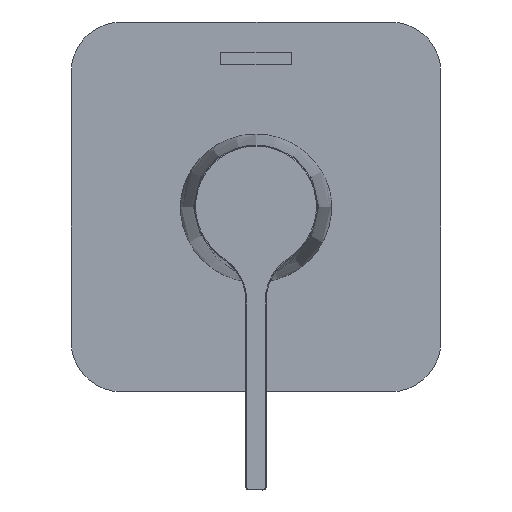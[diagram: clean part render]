
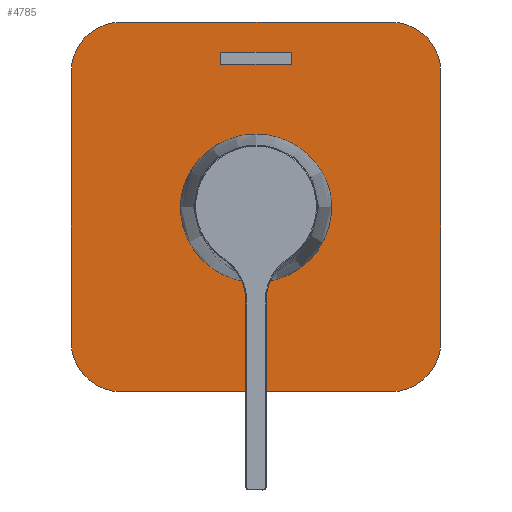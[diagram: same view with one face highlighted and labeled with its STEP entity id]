
A CAD part, top view. The second image highlights one B-rep face of the part: STEP entity #4785.
In plain terms, the highlighted planar face has unit normal (0, 0, 1).
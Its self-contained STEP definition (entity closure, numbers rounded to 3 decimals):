
#580 = VERTEX_POINT ( 'NONE', #13927 ) ;
#929 = ORIENTED_EDGE ( 'NONE', *, *, #25704, .T. ) ;
#1118 = DIRECTION ( 'NONE',  ( 0., -1., 0. ) ) ;
#1413 = CARTESIAN_POINT ( 'NONE',  ( -55., 25., 43.44 ) ) ;
#1489 = VERTEX_POINT ( 'NONE', #16683 ) ;
#1548 = ORIENTED_EDGE ( 'NONE', *, *, #38466, .T. ) ;
#1851 = DIRECTION ( 'NONE',  ( 0., 1., 0. ) ) ;
#2070 = VECTOR ( 'NONE', #6571, 1000. ) ;
#2306 = EDGE_CURVE ( 'NONE', #6404, #12987, #13652, .T. ) ;
#2649 = VERTEX_POINT ( 'NONE', #17592 ) ;
#2748 = DIRECTION ( 'NONE',  ( 0., 1., 0. ) ) ;
#2927 = LINE ( 'NONE', #30660, #2070 ) ;
#2933 = DIRECTION ( 'NONE',  ( -1., 0., 0. ) ) ;
#3768 = EDGE_LOOP ( 'NONE', ( #11371, #1548, #12883, #6396, #18423, #39058, #24902, #33237 ) ) ;
#4048 = DIRECTION ( 'NONE',  ( 0., 0., -1. ) ) ;
#4277 = DIRECTION ( 'NONE',  ( -1., 0., 0. ) ) ;
#4683 = EDGE_LOOP ( 'NONE', ( #929 ) ) ;
#4785 = ADVANCED_FACE ( 'NONE', ( #34306, #37297, #6341 ), #30001, .F. ) ;
#5050 = CARTESIAN_POINT ( 'NONE',  ( 10.5, 12.4, 43.44 ) ) ;
#5680 = EDGE_CURVE ( 'NONE', #12987, #28037, #22891, .T. ) ;
#6341 = FACE_BOUND ( 'NONE', #38137, .T. ) ;
#6396 = ORIENTED_EDGE ( 'NONE', *, *, #42933, .T. ) ;
#6404 = VERTEX_POINT ( 'NONE', #37196 ) ;
#6571 = DIRECTION ( 'NONE',  ( -1., 0., 0. ) ) ;
#6857 = DIRECTION ( 'NONE',  ( 0., -1., 0. ) ) ;
#7145 = CIRCLE ( 'NONE', #17273, 15. ) ;
#7300 = LINE ( 'NONE', #17276, #35387 ) ;
#7510 = LINE ( 'NONE', #24747, #29095 ) ;
#7777 = ORIENTED_EDGE ( 'NONE', *, *, #2306, .F. ) ;
#8033 = LINE ( 'NONE', #1413, #39265 ) ;
#9276 = CARTESIAN_POINT ( 'NONE',  ( 40., -70., 43.44 ) ) ;
#9300 = DIRECTION ( 'NONE',  ( 0., 0., 1. ) ) ;
#9925 = CARTESIAN_POINT ( 'NONE',  ( 55., -85., 43.44 ) ) ;
#10243 = VECTOR ( 'NONE', #35160, 1000. ) ;
#10654 = CARTESIAN_POINT ( 'NONE',  ( -40., 10., 43.44 ) ) ;
#11371 = ORIENTED_EDGE ( 'NONE', *, *, #36048, .F. ) ;
#11605 = VERTEX_POINT ( 'NONE', #42742 ) ;
#11808 = DIRECTION ( 'NONE',  ( 0., 0., 1. ) ) ;
#12422 = VERTEX_POINT ( 'NONE', #23745 ) ;
#12532 = VERTEX_POINT ( 'NONE', #12845 ) ;
#12845 = CARTESIAN_POINT ( 'NONE',  ( -40., 25., 43.44 ) ) ;
#12883 = ORIENTED_EDGE ( 'NONE', *, *, #22505, .F. ) ;
#12987 = VERTEX_POINT ( 'NONE', #35371 ) ;
#13652 = LINE ( 'NONE', #38479, #13803 ) ;
#13761 = DIRECTION ( 'NONE',  ( -1., 0., 0. ) ) ;
#13780 = VECTOR ( 'NONE', #1851, 1000. ) ;
#13803 = VECTOR ( 'NONE', #6857, 1000. ) ;
#13927 = CARTESIAN_POINT ( 'NONE',  ( 55., 10., 43.44 ) ) ;
#14289 = VERTEX_POINT ( 'NONE', #42594 ) ;
#14301 = DIRECTION ( 'NONE',  ( 0., 0., 1. ) ) ;
#15139 = AXIS2_PLACEMENT_3D ( 'NONE', #43890, #33646, #2933 ) ;
#15245 = DIRECTION ( 'NONE',  ( -1., 0., 0. ) ) ;
#16210 = CIRCLE ( 'NONE', #32189, 15. ) ;
#16683 = CARTESIAN_POINT ( 'NONE',  ( -55., -70., 43.44 ) ) ;
#16717 = CIRCLE ( 'NONE', #42179, 15. ) ;
#17014 = DIRECTION ( 'NONE',  ( -1., 0., 0. ) ) ;
#17273 = AXIS2_PLACEMENT_3D ( 'NONE', #9276, #37034, #44075 ) ;
#17276 = CARTESIAN_POINT ( 'NONE',  ( -55., -85., 43.44 ) ) ;
#17582 = EDGE_CURVE ( 'NONE', #580, #12422, #16210, .T. ) ;
#17592 = CARTESIAN_POINT ( 'NONE',  ( 40., -85., 43.44 ) ) ;
#18094 = ORIENTED_EDGE ( 'NONE', *, *, #5680, .F. ) ;
#18367 = ORIENTED_EDGE ( 'NONE', *, *, #36010, .F. ) ;
#18383 = CARTESIAN_POINT ( 'NONE',  ( -40., -85., 43.44 ) ) ;
#18416 = VERTEX_POINT ( 'NONE', #18383 ) ;
#18423 = ORIENTED_EDGE ( 'NONE', *, *, #33039, .F. ) ;
#18435 = VERTEX_POINT ( 'NONE', #22280 ) ;
#18747 = CIRCLE ( 'NONE', #36209, 15. ) ;
#18976 = ORIENTED_EDGE ( 'NONE', *, *, #43222, .F. ) ;
#21264 = CARTESIAN_POINT ( 'NONE',  ( 0., 12.4, 43.44 ) ) ;
#22055 = CARTESIAN_POINT ( 'NONE',  ( -40., -70., 43.44 ) ) ;
#22268 = CARTESIAN_POINT ( 'NONE',  ( 10.5, 16., 43.44 ) ) ;
#22280 = CARTESIAN_POINT ( 'NONE',  ( -21.25, -30., 43.44 ) ) ;
#22505 = EDGE_CURVE ( 'NONE', #1489, #11605, #7300, .T. ) ;
#22891 = LINE ( 'NONE', #21264, #10243 ) ;
#23745 = CARTESIAN_POINT ( 'NONE',  ( 40., 25., 43.44 ) ) ;
#24747 = CARTESIAN_POINT ( 'NONE',  ( 55., 25., 43.44 ) ) ;
#24902 = ORIENTED_EDGE ( 'NONE', *, *, #27422, .F. ) ;
#25704 = EDGE_CURVE ( 'NONE', #18435, #18435, #42725, .T. ) ;
#26172 = LINE ( 'NONE', #32998, #13780 ) ;
#27422 = EDGE_CURVE ( 'NONE', #580, #14289, #7510, .T. ) ;
#28037 = VERTEX_POINT ( 'NONE', #5050 ) ;
#29095 = VECTOR ( 'NONE', #1118, 1000. ) ;
#30001 = PLANE ( 'NONE',  #15139 ) ;
#30622 = DIRECTION ( 'NONE',  ( -1., 0., 0. ) ) ;
#30660 = CARTESIAN_POINT ( 'NONE',  ( 0., 16., 43.44 ) ) ;
#31277 = CARTESIAN_POINT ( 'NONE',  ( 40., 10., 43.44 ) ) ;
#32189 = AXIS2_PLACEMENT_3D ( 'NONE', #31277, #9300, #13761 ) ;
#32998 = CARTESIAN_POINT ( 'NONE',  ( 10.5, -30., 43.44 ) ) ;
#33039 = EDGE_CURVE ( 'NONE', #2649, #18416, #44735, .T. ) ;
#33237 = ORIENTED_EDGE ( 'NONE', *, *, #17582, .T. ) ;
#33646 = DIRECTION ( 'NONE',  ( 0., 0., -1. ) ) ;
#34306 = FACE_OUTER_BOUND ( 'NONE', #3768, .T. ) ;
#34868 = VECTOR ( 'NONE', #30622, 1000. ) ;
#35160 = DIRECTION ( 'NONE',  ( 1., 0., 0. ) ) ;
#35371 = CARTESIAN_POINT ( 'NONE',  ( -10.5, 12.4, 43.44 ) ) ;
#35387 = VECTOR ( 'NONE', #2748, 1000. ) ;
#35894 = CARTESIAN_POINT ( 'NONE',  ( 0., -30., 43.44 ) ) ;
#36010 = EDGE_CURVE ( 'NONE', #28037, #42668, #26172, .T. ) ;
#36048 = EDGE_CURVE ( 'NONE', #12532, #12422, #8033, .T. ) ;
#36209 = AXIS2_PLACEMENT_3D ( 'NONE', #22055, #11808, #15245 ) ;
#37034 = DIRECTION ( 'NONE',  ( 0., 0., 1. ) ) ;
#37196 = CARTESIAN_POINT ( 'NONE',  ( -10.5, 16., 43.44 ) ) ;
#37297 = FACE_BOUND ( 'NONE', #4683, .T. ) ;
#38137 = EDGE_LOOP ( 'NONE', ( #7777, #18976, #18367, #18094 ) ) ;
#38466 = EDGE_CURVE ( 'NONE', #12532, #11605, #16717, .T. ) ;
#38479 = CARTESIAN_POINT ( 'NONE',  ( -10.5, -30., 43.44 ) ) ;
#39058 = ORIENTED_EDGE ( 'NONE', *, *, #39460, .T. ) ;
#39265 = VECTOR ( 'NONE', #43477, 1000. ) ;
#39460 = EDGE_CURVE ( 'NONE', #2649, #14289, #7145, .T. ) ;
#41257 = AXIS2_PLACEMENT_3D ( 'NONE', #35894, #4048, #4277 ) ;
#42179 = AXIS2_PLACEMENT_3D ( 'NONE', #10654, #14301, #17014 ) ;
#42594 = CARTESIAN_POINT ( 'NONE',  ( 55., -70., 43.44 ) ) ;
#42668 = VERTEX_POINT ( 'NONE', #22268 ) ;
#42725 = CIRCLE ( 'NONE', #41257, 21.25 ) ;
#42742 = CARTESIAN_POINT ( 'NONE',  ( -55., 10., 43.44 ) ) ;
#42933 = EDGE_CURVE ( 'NONE', #1489, #18416, #18747, .T. ) ;
#43222 = EDGE_CURVE ( 'NONE', #42668, #6404, #2927, .T. ) ;
#43477 = DIRECTION ( 'NONE',  ( 1., 0., 0. ) ) ;
#43890 = CARTESIAN_POINT ( 'NONE',  ( 0., -30., 43.44 ) ) ;
#44075 = DIRECTION ( 'NONE',  ( -1., 0., 0. ) ) ;
#44735 = LINE ( 'NONE', #9925, #34868 ) ;
